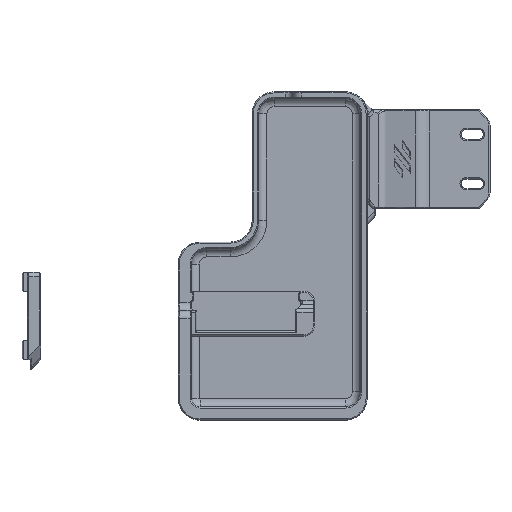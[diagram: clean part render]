
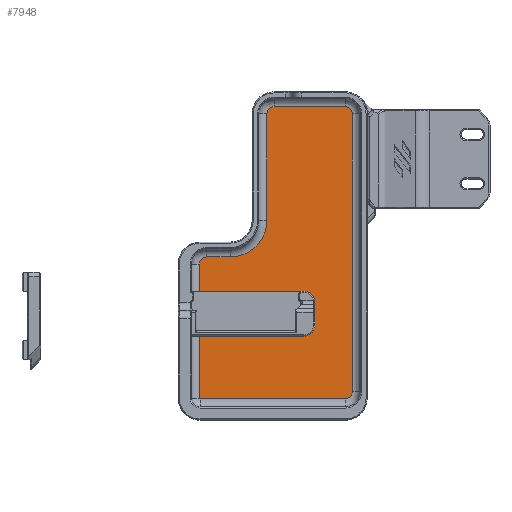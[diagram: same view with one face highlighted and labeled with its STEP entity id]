
A CAD part, top view. The second image highlights one B-rep face of the part: STEP entity #7948.
In plain terms, the highlighted planar face has unit normal (0, 0, 1).
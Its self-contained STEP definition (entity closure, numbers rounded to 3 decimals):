
#257=CIRCLE('',#8487,4.);
#258=CIRCLE('',#8488,4.);
#259=CIRCLE('',#8489,0.2);
#260=CIRCLE('',#8490,2.6);
#261=CIRCLE('',#8491,2.6);
#262=CIRCLE('',#8492,2.6);
#263=CIRCLE('',#8493,13.4);
#264=CIRCLE('',#8494,2.6);
#675=FACE_OUTER_BOUND('',#1183,.T.);
#1183=EDGE_LOOP('',(#5579,#5580,#5581,#5582,#5583,#5584,#5585,#5586,#5587,
#5588,#5589,#5590,#5591,#5592,#5593,#5594,#5595,#5596));
#1798=LINE('',#13316,#2645);
#1799=LINE('',#13320,#2646);
#1800=LINE('',#13324,#2647);
#1801=LINE('',#13326,#2648);
#1802=LINE('',#13330,#2649);
#1803=LINE('',#13334,#2650);
#1804=LINE('',#13338,#2651);
#1805=LINE('',#13342,#2652);
#1806=LINE('',#13346,#2653);
#1807=LINE('',#13349,#2654);
#2645=VECTOR('',#9498,10.);
#2646=VECTOR('',#9501,10.);
#2647=VECTOR('',#9504,10.);
#2648=VECTOR('',#9505,10.);
#2649=VECTOR('',#9508,10.);
#2650=VECTOR('',#9511,10.);
#2651=VECTOR('',#9514,10.);
#2652=VECTOR('',#9517,10.);
#2653=VECTOR('',#9520,10.);
#2654=VECTOR('',#9523,10.);
#3462=VERTEX_POINT('',#13314);
#3463=VERTEX_POINT('',#13315);
#3464=VERTEX_POINT('',#13317);
#3465=VERTEX_POINT('',#13319);
#3466=VERTEX_POINT('',#13321);
#3467=VERTEX_POINT('',#13323);
#3468=VERTEX_POINT('',#13325);
#3469=VERTEX_POINT('',#13327);
#3470=VERTEX_POINT('',#13329);
#3471=VERTEX_POINT('',#13331);
#3472=VERTEX_POINT('',#13333);
#3473=VERTEX_POINT('',#13335);
#3474=VERTEX_POINT('',#13337);
#3475=VERTEX_POINT('',#13339);
#3476=VERTEX_POINT('',#13341);
#3477=VERTEX_POINT('',#13343);
#3478=VERTEX_POINT('',#13345);
#3479=VERTEX_POINT('',#13347);
#4239=EDGE_CURVE('',#3462,#3463,#1798,.T.);
#4240=EDGE_CURVE('',#3463,#3464,#257,.T.);
#4241=EDGE_CURVE('',#3464,#3465,#1799,.T.);
#4242=EDGE_CURVE('',#3465,#3466,#258,.T.);
#4243=EDGE_CURVE('',#3466,#3467,#1800,.T.);
#4244=EDGE_CURVE('',#3468,#3467,#1801,.T.);
#4245=EDGE_CURVE('',#3469,#3468,#259,.T.);
#4246=EDGE_CURVE('',#3470,#3469,#1802,.T.);
#4247=EDGE_CURVE('',#3471,#3470,#260,.T.);
#4248=EDGE_CURVE('',#3472,#3471,#1803,.T.);
#4249=EDGE_CURVE('',#3473,#3472,#261,.T.);
#4250=EDGE_CURVE('',#3474,#3473,#1804,.T.);
#4251=EDGE_CURVE('',#3475,#3474,#262,.T.);
#4252=EDGE_CURVE('',#3476,#3475,#1805,.T.);
#4253=EDGE_CURVE('',#3477,#3476,#263,.T.);
#4254=EDGE_CURVE('',#3478,#3477,#1806,.T.);
#4255=EDGE_CURVE('',#3479,#3478,#264,.T.);
#4256=EDGE_CURVE('',#3462,#3479,#1807,.T.);
#5579=ORIENTED_EDGE('',*,*,#4239,.T.);
#5580=ORIENTED_EDGE('',*,*,#4240,.T.);
#5581=ORIENTED_EDGE('',*,*,#4241,.T.);
#5582=ORIENTED_EDGE('',*,*,#4242,.T.);
#5583=ORIENTED_EDGE('',*,*,#4243,.T.);
#5584=ORIENTED_EDGE('',*,*,#4244,.F.);
#5585=ORIENTED_EDGE('',*,*,#4245,.F.);
#5586=ORIENTED_EDGE('',*,*,#4246,.F.);
#5587=ORIENTED_EDGE('',*,*,#4247,.F.);
#5588=ORIENTED_EDGE('',*,*,#4248,.F.);
#5589=ORIENTED_EDGE('',*,*,#4249,.F.);
#5590=ORIENTED_EDGE('',*,*,#4250,.F.);
#5591=ORIENTED_EDGE('',*,*,#4251,.F.);
#5592=ORIENTED_EDGE('',*,*,#4252,.F.);
#5593=ORIENTED_EDGE('',*,*,#4253,.F.);
#5594=ORIENTED_EDGE('',*,*,#4254,.F.);
#5595=ORIENTED_EDGE('',*,*,#4255,.F.);
#5596=ORIENTED_EDGE('',*,*,#4256,.F.);
#7624=PLANE('',#8486);
#7948=ADVANCED_FACE('',(#675),#7624,.T.);
#8486=AXIS2_PLACEMENT_3D('',#13313,#9496,#9497);
#8487=AXIS2_PLACEMENT_3D('',#13318,#9499,#9500);
#8488=AXIS2_PLACEMENT_3D('',#13322,#9502,#9503);
#8489=AXIS2_PLACEMENT_3D('',#13328,#9506,#9507);
#8490=AXIS2_PLACEMENT_3D('',#13332,#9509,#9510);
#8491=AXIS2_PLACEMENT_3D('',#13336,#9512,#9513);
#8492=AXIS2_PLACEMENT_3D('',#13340,#9515,#9516);
#8493=AXIS2_PLACEMENT_3D('',#13344,#9518,#9519);
#8494=AXIS2_PLACEMENT_3D('',#13348,#9521,#9522);
#9496=DIRECTION('center_axis',(0.,0.,
1.));
#9497=DIRECTION('ref_axis',(-1.,0.,0.));
#9498=DIRECTION('',(1.,0.,0.));
#9499=DIRECTION('center_axis',(0.,0.,
-1.));
#9500=DIRECTION('ref_axis',(1.,0.,0.));
#9501=DIRECTION('',(0.,-1.,0.));
#9502=DIRECTION('center_axis',(0.,0.,
-1.));
#9503=DIRECTION('ref_axis',(0.,-1.,0.));
#9504=DIRECTION('',(-1.,0.,0.));
#9505=DIRECTION('',(0.,1.,0.));
#9506=DIRECTION('center_axis',(0.,0.,
-1.));
#9507=DIRECTION('ref_axis',(-0.707,-0.707,0.));
#9508=DIRECTION('',(-1.,0.,0.));
#9509=DIRECTION('center_axis',(0.,0.,
-1.));
#9510=DIRECTION('ref_axis',(0.707,-0.707,0.));
#9511=DIRECTION('',(0.,-1.,0.));
#9512=DIRECTION('center_axis',(0.,0.,
-1.));
#9513=DIRECTION('ref_axis',(0.707,0.707,0.));
#9514=DIRECTION('',(1.,0.,0.));
#9515=DIRECTION('center_axis',(0.,0.,
-1.));
#9516=DIRECTION('ref_axis',(-0.707,0.707,0.));
#9517=DIRECTION('',(0.,1.,0.));
#9518=DIRECTION('center_axis',(0.,0.,
1.));
#9519=DIRECTION('ref_axis',(0.707,-0.707,0.));
#9520=DIRECTION('',(1.,0.,0.));
#9521=DIRECTION('center_axis',(0.,0.,
-1.));
#9522=DIRECTION('ref_axis',(-0.707,0.707,0.));
#9523=DIRECTION('',(0.,1.,0.));
#13313=CARTESIAN_POINT('Origin',(326.48,-27.093,-36.096));
#13314=CARTESIAN_POINT('',(274.8,-39.934,-36.096));
#13315=CARTESIAN_POINT('',(312.8,-39.934,-36.096));
#13316=CARTESIAN_POINT('',(283.05,-39.934,-36.096));
#13317=CARTESIAN_POINT('',(316.8,-43.934,-36.096));
#13318=CARTESIAN_POINT('Origin',(312.8,-43.934,-36.096));
#13319=CARTESIAN_POINT('',(316.8,-52.334,-36.096));
#13320=CARTESIAN_POINT('',(316.8,-46.034,-36.096));
#13321=CARTESIAN_POINT('',(312.8,-56.334,-36.096));
#13322=CARTESIAN_POINT('Origin',(312.8,-52.334,-36.096));
#13323=CARTESIAN_POINT('',(274.8,-56.334,-36.096));
#13324=CARTESIAN_POINT('',(303.55,-56.334,-36.096));
#13325=CARTESIAN_POINT('',(274.8,-79.,-36.096));
#13326=CARTESIAN_POINT('',(274.8,-53.047,-36.096));
#13327=CARTESIAN_POINT('',(275.,-79.2,-36.096));
#13328=CARTESIAN_POINT('Origin',(275.,-79.,-36.096));
#13329=CARTESIAN_POINT('',(327.96,-79.2,-36.096));
#13330=CARTESIAN_POINT('',(352.22,-79.2,-36.096));
#13331=CARTESIAN_POINT('',(330.56,-76.6,-36.096));
#13332=CARTESIAN_POINT('Origin',(327.96,-76.6,-36.096));
#13333=CARTESIAN_POINT('',(330.56,24.813,-36.096));
#13334=CARTESIAN_POINT('',(330.56,-1.14,-36.096));
#13335=CARTESIAN_POINT('',(327.96,27.413,-36.096));
#13336=CARTESIAN_POINT('Origin',(327.96,24.813,-36.096));
#13337=CARTESIAN_POINT('',(302.,27.413,-36.096));
#13338=CARTESIAN_POINT('',(289.24,27.413,-36.096));
#13339=CARTESIAN_POINT('',(299.4,24.813,-36.096));
#13340=CARTESIAN_POINT('Origin',(302.,24.813,-36.096));
#13341=CARTESIAN_POINT('',(299.4,-14.,-36.096));
#13342=CARTESIAN_POINT('',(299.4,-20.547,-36.096));
#13343=CARTESIAN_POINT('',(286.,-27.4,-36.096));
#13344=CARTESIAN_POINT('Origin',(286.,-14.,-36.096));
#13345=CARTESIAN_POINT('',(277.4,-27.4,-36.096));
#13346=CARTESIAN_POINT('',(300.74,-27.4,-36.096));
#13347=CARTESIAN_POINT('',(274.8,-30.,-36.096));
#13348=CARTESIAN_POINT('Origin',(277.4,-30.,-36.096));
#13349=CARTESIAN_POINT('',(274.8,-53.047,-36.096));
